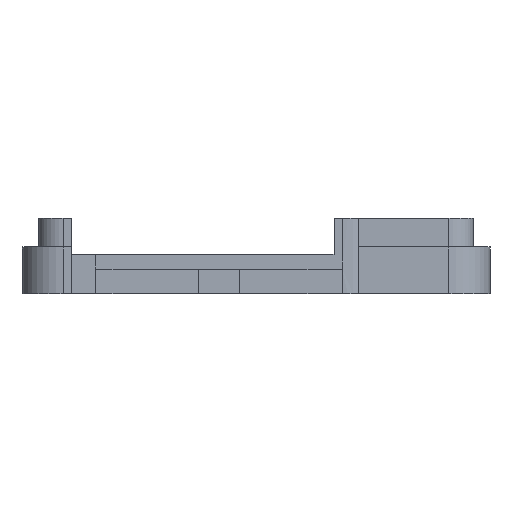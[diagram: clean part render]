
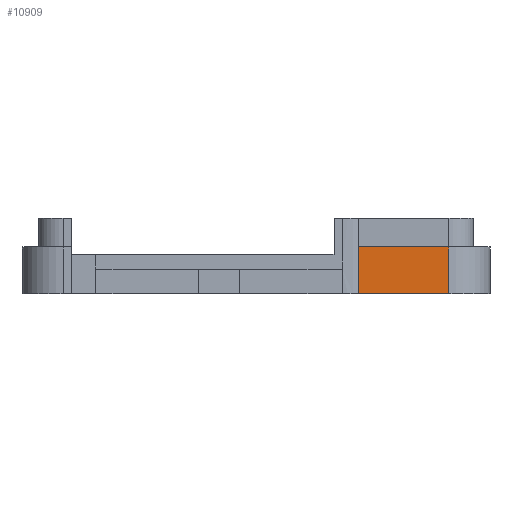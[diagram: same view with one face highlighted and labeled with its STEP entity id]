
A CAD part, left-side view. The second image highlights one B-rep face of the part: STEP entity #10909.
In plain terms, the highlighted planar face has unit normal (-1, 0, 0).
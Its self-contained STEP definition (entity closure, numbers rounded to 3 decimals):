
#565=FACE_OUTER_BOUND('',#1117,.T.);
#1117=EDGE_LOOP('',(#8204,#8205,#8206,#8207));
#2108=LINE('',#16310,#3534);
#2109=LINE('',#16314,#3535);
#2110=LINE('',#16316,#3536);
#2111=LINE('',#16317,#3537);
#3534=VECTOR('',#13248,10.);
#3535=VECTOR('',#13253,10.);
#3536=VECTOR('',#13254,10.);
#3537=VECTOR('',#13255,10.);
#4823=VERTEX_POINT('',#16307);
#4824=VERTEX_POINT('',#16309);
#4825=VERTEX_POINT('',#16313);
#4826=VERTEX_POINT('',#16315);
#6121=EDGE_CURVE('',#4824,#4823,#2108,.T.);
#6123=EDGE_CURVE('',#4823,#4825,#2109,.T.);
#6124=EDGE_CURVE('',#4826,#4825,#2110,.T.);
#6125=EDGE_CURVE('',#4826,#4824,#2111,.T.);
#8204=ORIENTED_EDGE('',*,*,#6123,.T.);
#8205=ORIENTED_EDGE('',*,*,#6124,.F.);
#8206=ORIENTED_EDGE('',*,*,#6125,.T.);
#8207=ORIENTED_EDGE('',*,*,#6121,.T.);
#10408=PLANE('',#11557);
#10909=ADVANCED_FACE('',(#565),#10408,.T.);
#11557=AXIS2_PLACEMENT_3D('',#16312,#13251,#13252);
#13248=DIRECTION('',(0.,0.,1.));
#13251=DIRECTION('center_axis',(-1.,0.,0.));
#13252=DIRECTION('ref_axis',(0.,-1.,0.));
#13253=DIRECTION('',(0.,1.,0.));
#13254=DIRECTION('',(0.,0.,1.));
#13255=DIRECTION('',(0.,-1.,0.));
#16307=CARTESIAN_POINT('',(-7.5,-8.,5.7));
#16309=CARTESIAN_POINT('',(-7.5,-8.,0.));
#16310=CARTESIAN_POINT('',(-7.5,-8.,0.));
#16312=CARTESIAN_POINT('Origin',(-7.5,3.,0.));
#16313=CARTESIAN_POINT('',(-7.5,3.,5.7));
#16314=CARTESIAN_POINT('',(-7.5,9.25,5.7));
#16315=CARTESIAN_POINT('',(-7.5,3.,0.));
#16316=CARTESIAN_POINT('',(-7.5,3.,0.));
#16317=CARTESIAN_POINT('',(-7.5,35.3,0.));
